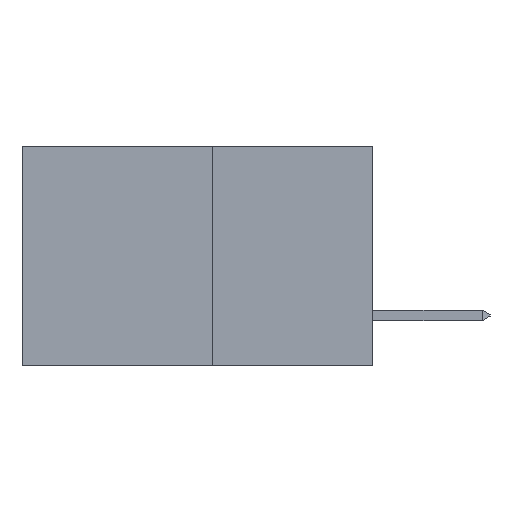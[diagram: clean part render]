
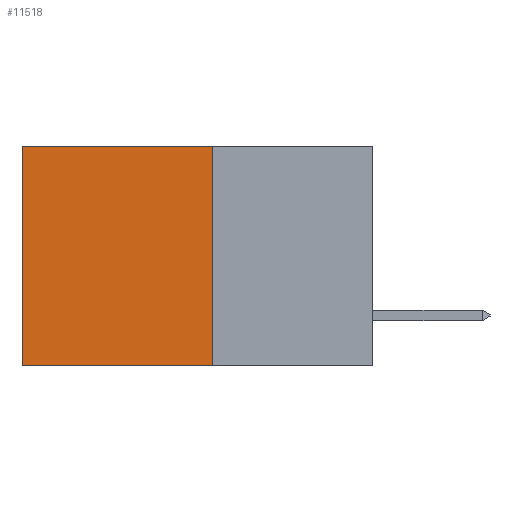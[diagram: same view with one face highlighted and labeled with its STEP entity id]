
A CAD part, left-side view. The second image highlights one B-rep face of the part: STEP entity #11518.
In plain terms, the highlighted planar face has unit normal (-1, 0, 0).
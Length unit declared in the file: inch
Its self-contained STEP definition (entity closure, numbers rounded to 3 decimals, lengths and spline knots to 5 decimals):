
#40 = ORIENTED_EDGE ( 'NONE', *, *, #1584, .T. ) ;
#44 = ORIENTED_EDGE ( 'NONE', *, *, #3348, .F. ) ;
#221 = EDGE_LOOP ( 'NONE', ( #40, #44, #4798, #944 ) ) ;
#944 = ORIENTED_EDGE ( 'NONE', *, *, #12425, .T. ) ;
#1082 = CARTESIAN_POINT ( 'NONE',  ( 0.277, 0.27, -0.37 ) ) ;
#1584 = EDGE_CURVE ( 'NONE', #3828, #9456, #4862, .T. ) ;
#2118 = VECTOR ( 'NONE', #2748, 39.37008 ) ;
#2433 = VERTEX_POINT ( 'NONE', #10451 ) ;
#2665 = CARTESIAN_POINT ( 'NONE',  ( 0.277, 0.27, -0.37 ) ) ;
#2748 = DIRECTION ( 'NONE',  ( 0., 1., 0. ) ) ;
#3348 = EDGE_CURVE ( 'NONE', #2433, #9456, #11352, .T. ) ;
#3828 = VERTEX_POINT ( 'NONE', #8344 ) ;
#3897 = AXIS2_PLACEMENT_3D ( 'NONE', #2665, #11460, #4884 ) ;
#3957 = CARTESIAN_POINT ( 'NONE',  ( 0.277, 0.27, 0. ) ) ;
#4798 = ORIENTED_EDGE ( 'NONE', *, *, #8512, .F. ) ;
#4815 = LINE ( 'NONE', #7222, #7443 ) ;
#4862 = LINE ( 'NONE', #6674, #10400 ) ;
#4884 = DIRECTION ( 'NONE',  ( 0., 0., -1. ) ) ;
#5972 = PLANE ( 'NONE',  #3897 ) ;
#6674 = CARTESIAN_POINT ( 'NONE',  ( 0.277, 0.59, -0.37 ) ) ;
#7185 = DIRECTION ( 'NONE',  ( 0., 0., -1. ) ) ;
#7222 = CARTESIAN_POINT ( 'NONE',  ( 0.277, 0.27, -0.37 ) ) ;
#7443 = VECTOR ( 'NONE', #7185, 39.37008 ) ;
#7834 = VERTEX_POINT ( 'NONE', #3957 ) ;
#8109 = VECTOR ( 'NONE', #11917, 39.37008 ) ;
#8344 = CARTESIAN_POINT ( 'NONE',  ( 0.277, 0.59, 0. ) ) ;
#8512 = EDGE_CURVE ( 'NONE', #7834, #2433, #4815, .T. ) ;
#9456 = VERTEX_POINT ( 'NONE', #12201 ) ;
#10152 = DIRECTION ( 'NONE',  ( 0., 0., -1. ) ) ;
#10400 = VECTOR ( 'NONE', #10152, 39.37008 ) ;
#10451 = CARTESIAN_POINT ( 'NONE',  ( 0.277, 0.27, -0.37 ) ) ;
#10948 = FACE_OUTER_BOUND ( 'NONE', #221, .T. ) ;
#11258 = LINE ( 'NONE', #13661, #2118 ) ;
#11352 = LINE ( 'NONE', #1082, #8109 ) ;
#11460 = DIRECTION ( 'NONE',  ( 1., 0., 0. ) ) ;
#11518 = ADVANCED_FACE ( 'NONE', ( #10948 ), #5972, .F. ) ;
#11917 = DIRECTION ( 'NONE',  ( 0., 1., 0. ) ) ;
#12201 = CARTESIAN_POINT ( 'NONE',  ( 0.277, 0.59, -0.37 ) ) ;
#12425 = EDGE_CURVE ( 'NONE', #7834, #3828, #11258, .T. ) ;
#13661 = CARTESIAN_POINT ( 'NONE',  ( 0.277, 0.27, 0. ) ) ;
